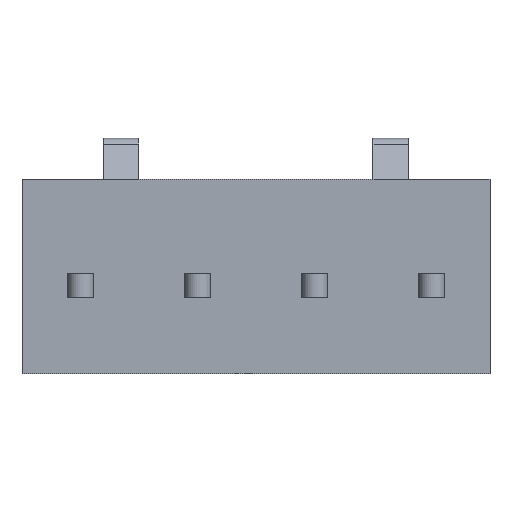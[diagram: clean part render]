
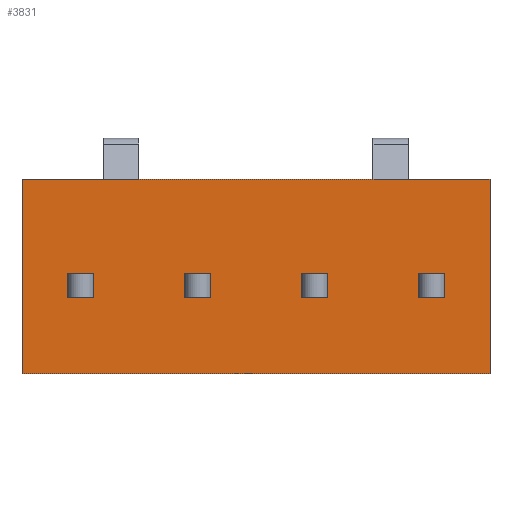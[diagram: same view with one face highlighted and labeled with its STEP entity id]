
A CAD part, top view. The second image highlights one B-rep face of the part: STEP entity #3831.
In plain terms, the highlighted planar face has unit normal (0, 0, 1).
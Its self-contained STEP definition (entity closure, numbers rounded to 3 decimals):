
#196=LINE('',#5759,#668);
#201=LINE('',#5769,#673);
#244=LINE('',#5862,#716);
#259=LINE('',#5889,#731);
#265=LINE('',#5899,#737);
#268=LINE('',#5904,#740);
#269=LINE('',#5907,#741);
#270=LINE('',#5909,#742);
#271=LINE('',#5911,#743);
#272=LINE('',#5912,#744);
#273=LINE('',#5915,#745);
#274=LINE('',#5917,#746);
#275=LINE('',#5919,#747);
#276=LINE('',#5920,#748);
#277=LINE('',#5922,#749);
#278=LINE('',#5923,#750);
#279=LINE('',#5924,#751);
#280=LINE('',#5927,#752);
#281=LINE('',#5929,#753);
#282=LINE('',#5931,#754);
#283=LINE('',#5932,#755);
#284=LINE('',#5935,#756);
#285=LINE('',#5937,#757);
#286=LINE('',#5939,#758);
#668=VECTOR('',#4659,1000.);
#673=VECTOR('',#4668,1000.);
#716=VECTOR('',#4749,1000.);
#731=VECTOR('',#4776,1000.);
#737=VECTOR('',#4788,1000.);
#740=VECTOR('',#4793,1000.);
#741=VECTOR('',#4794,1000.);
#742=VECTOR('',#4795,1000.);
#743=VECTOR('',#4796,1000.);
#744=VECTOR('',#4797,1000.);
#745=VECTOR('',#4798,1000.);
#746=VECTOR('',#4799,1000.);
#747=VECTOR('',#4800,1000.);
#748=VECTOR('',#4801,1000.);
#749=VECTOR('',#4802,1000.);
#750=VECTOR('',#4803,1000.);
#751=VECTOR('',#4804,1000.);
#752=VECTOR('',#4805,1000.);
#753=VECTOR('',#4806,1000.);
#754=VECTOR('',#4807,1000.);
#755=VECTOR('',#4808,1000.);
#756=VECTOR('',#4809,1000.);
#757=VECTOR('',#4810,1000.);
#758=VECTOR('',#4811,1000.);
#1451=ORIENTED_EDGE('',*,*,#2386,.F.);
#1452=ORIENTED_EDGE('',*,*,#2387,.F.);
#1453=ORIENTED_EDGE('',*,*,#2388,.T.);
#1454=ORIENTED_EDGE('',*,*,#2389,.F.);
#1455=ORIENTED_EDGE('',*,*,#2390,.F.);
#1456=ORIENTED_EDGE('',*,*,#2391,.F.);
#1457=ORIENTED_EDGE('',*,*,#2392,.F.);
#1458=ORIENTED_EDGE('',*,*,#2393,.T.);
#1459=ORIENTED_EDGE('',*,*,#2394,.T.);
#1460=ORIENTED_EDGE('',*,*,#2395,.F.);
#1461=ORIENTED_EDGE('',*,*,#2362,.F.);
#1462=ORIENTED_EDGE('',*,*,#2396,.T.);
#1463=ORIENTED_EDGE('',*,*,#2308,.F.);
#1464=ORIENTED_EDGE('',*,*,#2383,.T.);
#1465=ORIENTED_EDGE('',*,*,#2313,.T.);
#1466=ORIENTED_EDGE('',*,*,#2377,.T.);
#1467=ORIENTED_EDGE('',*,*,#2397,.F.);
#1468=ORIENTED_EDGE('',*,*,#2398,.F.);
#1469=ORIENTED_EDGE('',*,*,#2399,.T.);
#1470=ORIENTED_EDGE('',*,*,#2400,.F.);
#1471=ORIENTED_EDGE('',*,*,#2401,.F.);
#1472=ORIENTED_EDGE('',*,*,#2402,.F.);
#1473=ORIENTED_EDGE('',*,*,#2403,.F.);
#1474=ORIENTED_EDGE('',*,*,#2404,.T.);
#2308=EDGE_CURVE('',#2803,#2802,#196,.T.);
#2313=EDGE_CURVE('',#2805,#2806,#201,.T.);
#2362=EDGE_CURVE('',#2837,#2838,#244,.T.);
#2377=EDGE_CURVE('',#2806,#2843,#259,.T.);
#2383=EDGE_CURVE('',#2803,#2805,#265,.T.);
#2386=EDGE_CURVE('',#2846,#2847,#268,.T.);
#2387=EDGE_CURVE('',#2848,#2846,#269,.T.);
#2388=EDGE_CURVE('',#2848,#2849,#270,.T.);
#2389=EDGE_CURVE('',#2847,#2849,#271,.T.);
#2390=EDGE_CURVE('',#2850,#2851,#272,.T.);
#2391=EDGE_CURVE('',#2852,#2850,#273,.T.);
#2392=EDGE_CURVE('',#2853,#2852,#274,.T.);
#2393=EDGE_CURVE('',#2853,#2851,#275,.T.);
#2394=EDGE_CURVE('',#2843,#2854,#276,.T.);
#2395=EDGE_CURVE('',#2838,#2854,#277,.T.);
#2396=EDGE_CURVE('',#2837,#2802,#278,.T.);
#2397=EDGE_CURVE('',#2855,#2856,#279,.T.);
#2398=EDGE_CURVE('',#2857,#2855,#280,.T.);
#2399=EDGE_CURVE('',#2857,#2858,#281,.T.);
#2400=EDGE_CURVE('',#2856,#2858,#282,.T.);
#2401=EDGE_CURVE('',#2859,#2860,#283,.T.);
#2402=EDGE_CURVE('',#2861,#2859,#284,.T.);
#2403=EDGE_CURVE('',#2862,#2861,#285,.T.);
#2404=EDGE_CURVE('',#2862,#2860,#286,.T.);
#2802=VERTEX_POINT('',#5756);
#2803=VERTEX_POINT('',#5758);
#2805=VERTEX_POINT('',#5763);
#2806=VERTEX_POINT('',#5768);
#2837=VERTEX_POINT('',#5861);
#2838=VERTEX_POINT('',#5863);
#2843=VERTEX_POINT('',#5888);
#2846=VERTEX_POINT('',#5905);
#2847=VERTEX_POINT('',#5906);
#2848=VERTEX_POINT('',#5908);
#2849=VERTEX_POINT('',#5910);
#2850=VERTEX_POINT('',#5913);
#2851=VERTEX_POINT('',#5914);
#2852=VERTEX_POINT('',#5916);
#2853=VERTEX_POINT('',#5918);
#2854=VERTEX_POINT('',#5921);
#2855=VERTEX_POINT('',#5925);
#2856=VERTEX_POINT('',#5926);
#2857=VERTEX_POINT('',#5928);
#2858=VERTEX_POINT('',#5930);
#2859=VERTEX_POINT('',#5933);
#2860=VERTEX_POINT('',#5934);
#2861=VERTEX_POINT('',#5936);
#2862=VERTEX_POINT('',#5938);
#3170=EDGE_LOOP('',(#1451,#1452,#1453,#1454));
#3171=EDGE_LOOP('',(#1455,#1456,#1457,#1458));
#3172=EDGE_LOOP('',(#1459,#1460,#1461,#1462,#1463,#1464,#1465,#1466));
#3173=EDGE_LOOP('',(#1467,#1468,#1469,#1470));
#3174=EDGE_LOOP('',(#1471,#1472,#1473,#1474));
#3416=FACE_BOUND('',#3170,.T.);
#3417=FACE_BOUND('',#3171,.T.);
#3418=FACE_BOUND('',#3172,.T.);
#3419=FACE_BOUND('',#3173,.T.);
#3420=FACE_BOUND('',#3174,.T.);
#3627=PLANE('',#4112);
#3831=ADVANCED_FACE('',(#3416,#3417,#3418,#3419,#3420),#3627,.F.);
#4112=AXIS2_PLACEMENT_3D('',#5903,#4791,#4792);
#4659=DIRECTION('',(1.,0.,0.));
#4668=DIRECTION('',(-1.,0.,0.));
#4749=DIRECTION('',(0.,-1.,0.));
#4776=DIRECTION('',(-1.,0.,0.));
#4788=DIRECTION('',(-1.,0.,0.));
#4791=DIRECTION('',(0.,0.,-1.));
#4792=DIRECTION('',(-1.,0.,0.));
#4793=DIRECTION('',(-1.,0.,0.));
#4794=DIRECTION('',(0.,1.,0.));
#4795=DIRECTION('',(-1.,0.,0.));
#4796=DIRECTION('',(0.,-1.,0.));
#4797=DIRECTION('',(0.,-1.,0.));
#4798=DIRECTION('',(-1.,0.,0.));
#4799=DIRECTION('',(0.,1.,0.));
#4800=DIRECTION('',(-1.,0.,0.));
#4801=DIRECTION('',(0.,-1.,0.));
#4802=DIRECTION('',(-1.,0.,0.));
#4803=DIRECTION('',(-1.,0.,0.));
#4804=DIRECTION('',(-1.,0.,0.));
#4805=DIRECTION('',(0.,1.,0.));
#4806=DIRECTION('',(-1.,0.,0.));
#4807=DIRECTION('',(0.,-1.,0.));
#4808=DIRECTION('',(0.,-1.,0.));
#4809=DIRECTION('',(-1.,0.,0.));
#4810=DIRECTION('',(0.,1.,0.));
#4811=DIRECTION('',(-1.,0.,0.));
#5756=CARTESIAN_POINT('',(16.5,4.54,10.7));
#5758=CARTESIAN_POINT('',(15.,4.54,10.7));
#5759=CARTESIAN_POINT('',(15.,4.54,10.7));
#5763=CARTESIAN_POINT('',(5.,4.54,10.7));
#5768=CARTESIAN_POINT('',(3.5,4.54,10.7));
#5769=CARTESIAN_POINT('',(5.,4.54,10.7));
#5861=CARTESIAN_POINT('',(20.,4.54,10.7));
#5862=CARTESIAN_POINT('',(20.,-3.76,10.7));
#5863=CARTESIAN_POINT('',(20.,-3.76,10.7));
#5888=CARTESIAN_POINT('',(0.,4.54,10.7));
#5889=CARTESIAN_POINT('',(5.,4.54,10.7));
#5899=CARTESIAN_POINT('',(5.,4.54,10.7));
#5903=CARTESIAN_POINT('',(5.,-3.76,10.7));
#5904=CARTESIAN_POINT('',(2.5,0.5,10.7));
#5905=CARTESIAN_POINT('',(3.05,0.5,10.7));
#5906=CARTESIAN_POINT('',(1.95,0.5,10.7));
#5907=CARTESIAN_POINT('',(3.05,-3.,10.7));
#5908=CARTESIAN_POINT('',(3.05,-0.5,10.7));
#5909=CARTESIAN_POINT('',(2.5,-0.5,10.7));
#5910=CARTESIAN_POINT('',(1.95,-0.5,10.7));
#5911=CARTESIAN_POINT('',(1.95,-3.,10.7));
#5912=CARTESIAN_POINT('',(6.95,-3.,10.7));
#5913=CARTESIAN_POINT('',(6.95,0.5,10.7));
#5914=CARTESIAN_POINT('',(6.95,-0.5,10.7));
#5915=CARTESIAN_POINT('',(7.5,0.5,10.7));
#5916=CARTESIAN_POINT('',(8.05,0.5,10.7));
#5917=CARTESIAN_POINT('',(8.05,-3.,10.7));
#5918=CARTESIAN_POINT('',(8.05,-0.5,10.7));
#5919=CARTESIAN_POINT('',(7.5,-0.5,10.7));
#5920=CARTESIAN_POINT('',(0.,-3.76,10.7));
#5921=CARTESIAN_POINT('',(0.,-3.76,10.7));
#5922=CARTESIAN_POINT('',(5.,-3.76,10.7));
#5923=CARTESIAN_POINT('',(5.,4.54,10.7));
#5924=CARTESIAN_POINT('',(17.5,0.5,10.7));
#5925=CARTESIAN_POINT('',(18.05,0.5,10.7));
#5926=CARTESIAN_POINT('',(16.95,0.5,10.7));
#5927=CARTESIAN_POINT('',(18.05,-3.,10.7));
#5928=CARTESIAN_POINT('',(18.05,-0.5,10.7));
#5929=CARTESIAN_POINT('',(17.5,-0.5,10.7));
#5930=CARTESIAN_POINT('',(16.95,-0.5,10.7));
#5931=CARTESIAN_POINT('',(16.95,-3.,10.7));
#5932=CARTESIAN_POINT('',(11.95,-3.,10.7));
#5933=CARTESIAN_POINT('',(11.95,0.5,10.7));
#5934=CARTESIAN_POINT('',(11.95,-0.5,10.7));
#5935=CARTESIAN_POINT('',(12.5,0.5,10.7));
#5936=CARTESIAN_POINT('',(13.05,0.5,10.7));
#5937=CARTESIAN_POINT('',(13.05,-3.,10.7));
#5938=CARTESIAN_POINT('',(13.05,-0.5,10.7));
#5939=CARTESIAN_POINT('',(12.5,-0.5,10.7));
